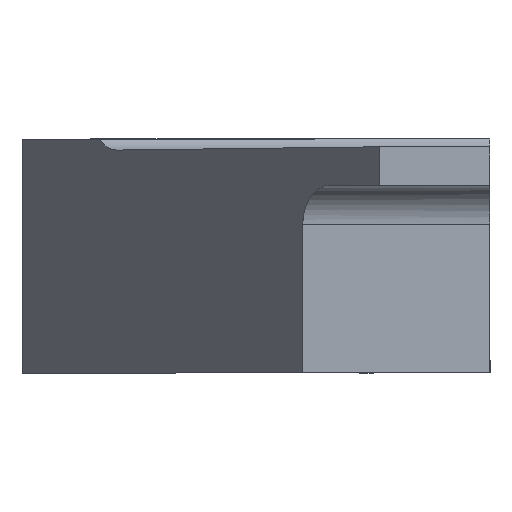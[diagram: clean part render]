
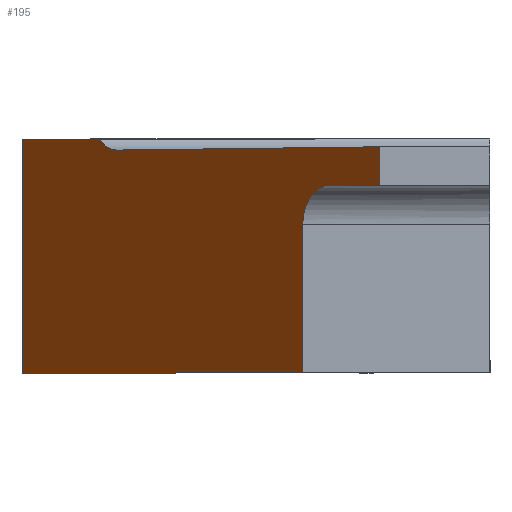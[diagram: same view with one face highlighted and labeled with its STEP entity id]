
A CAD part, left-side view. The second image highlights one B-rep face of the part: STEP entity #195.
In plain terms, the highlighted planar face has unit normal (-0.574, 0.819, 0).
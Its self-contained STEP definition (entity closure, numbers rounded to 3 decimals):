
#8 = EDGE_CURVE ( 'NONE', #92, #304, #741, .T. ) ;
#13 = ORIENTED_EDGE ( 'NONE', *, *, #410, .F. ) ;
#20 = CARTESIAN_POINT ( 'NONE',  ( 6.554, 6., 1.5 ) ) ;
#42 = CARTESIAN_POINT ( 'NONE',  ( 0., 1.411, 0.9 ) ) ;
#62 =( BOUNDED_CURVE ( )  B_SPLINE_CURVE ( 3, ( #495, #474, #500, #72 ),
 .UNSPECIFIED., .F., .T. ) 
 B_SPLINE_CURVE_WITH_KNOTS ( ( 4, 4 ),
 ( 4.704, 4.712 ),
 .UNSPECIFIED. ) 
 CURVE ( )  GEOMETRIC_REPRESENTATION_ITEM ( )  RATIONAL_B_SPLINE_CURVE ( ( 1., 1., 1., 1. ) ) 
 REPRESENTATION_ITEM ( '' )  );
#65 = CARTESIAN_POINT ( 'NONE',  ( 0., 1.411, -1.5 ) ) ;
#72 = CARTESIAN_POINT ( 'NONE',  ( 0.911, 2.049, 0.908 ) ) ;
#78 = DIRECTION ( 'NONE',  ( 0., 0., 1. ) ) ;
#85 = VERTEX_POINT ( 'NONE', #20 ) ;
#92 = VERTEX_POINT ( 'NONE', #42 ) ;
#93 = CARTESIAN_POINT ( 'NONE',  ( 1.411, 2.399, 0.408 ) ) ;
#100 = DIRECTION ( 'NONE',  ( 0., 0., 1. ) ) ;
#104 = ORIENTED_EDGE ( 'NONE', *, *, #181, .F. ) ;
#115 = CARTESIAN_POINT ( 'NONE',  ( 0., 1.411, -1.5 ) ) ;
#118 = ORIENTED_EDGE ( 'NONE', *, *, #138, .T. ) ;
#119 = VECTOR ( 'NONE', #323, 1000. ) ;
#125 = CARTESIAN_POINT ( 'NONE',  ( 0.911, 2.049, 0.908 ) ) ;
#127 = CARTESIAN_POINT ( 'NONE',  ( 1.411, 2.399, -1.5 ) ) ;
#130 = PLANE ( 'NONE',  #369 ) ;
#136 = VERTEX_POINT ( 'NONE', #93 ) ;
#138 = EDGE_CURVE ( 'NONE', #92, #346, #717, .T. ) ;
#139 = VECTOR ( 'NONE', #167, 1000. ) ;
#145 = VECTOR ( 'NONE', #217, 1000. ) ;
#147 = DIRECTION ( 'NONE',  ( 0., 0., -1. ) ) ;
#148 = DIRECTION ( 'NONE',  ( 0.574, -0.819, 0. ) ) ;
#151 = DIRECTION ( 'NONE',  ( 0.819, 0.574, 0. ) ) ;
#159 = LINE ( 'NONE', #518, #532 ) ;
#163 = VERTEX_POINT ( 'NONE', #125 ) ;
#167 = DIRECTION ( 'NONE',  ( 0.819, 0.574, 0.007 ) ) ;
#181 = EDGE_CURVE ( 'NONE', #136, #681, #386, .T. ) ;
#183 = CARTESIAN_POINT ( 'NONE',  ( 6.554, 6., -1.5 ) ) ;
#184 = ORIENTED_EDGE ( 'NONE', *, *, #600, .F. ) ;
#192 = CARTESIAN_POINT ( 'NONE',  ( 0.017, 1.423, 1.4 ) ) ;
#194 = CARTESIAN_POINT ( 'NONE',  ( 5.127, 5.001, 1.5 ) ) ;
#195 = ADVANCED_FACE ( 'NONE', ( #723 ), #130, .F. ) ;
#199 = ORIENTED_EDGE ( 'NONE', *, *, #8, .F. ) ;
#201 =( BOUNDED_CURVE ( )  B_SPLINE_CURVE ( 3, ( #629, #697, #701, #704 ),
 .UNSPECIFIED., .F., .F. ) 
 B_SPLINE_CURVE_WITH_KNOTS ( ( 4, 4 ),
 ( 4.712, 6.283 ),
 .UNSPECIFIED. ) 
 CURVE ( )  GEOMETRIC_REPRESENTATION_ITEM ( )  RATIONAL_B_SPLINE_CURVE ( ( 1., 0.805, 0.805, 1. ) ) 
 REPRESENTATION_ITEM ( '' )  );
#217 = DIRECTION ( 'NONE',  ( -0.819, -0.574, 0.007 ) ) ;
#230 = ORIENTED_EDGE ( 'NONE', *, *, #251, .F. ) ;
#236 = VERTEX_POINT ( 'NONE', #194 ) ;
#238 = LINE ( 'NONE', #183, #342 ) ;
#251 = EDGE_CURVE ( 'NONE', #562, #346, #512, .T. ) ;
#275 = CARTESIAN_POINT ( 'NONE',  ( 6.554, 6., -1.5 ) ) ;
#276 = CARTESIAN_POINT ( 'NONE',  ( 0.907, 2.046, 0.908 ) ) ;
#283 = EDGE_LOOP ( 'NONE', ( #514, #452, #392, #104, #184, #13, #199, #118, #230, #549 ) ) ;
#288 = CARTESIAN_POINT ( 'NONE',  ( 0., 1.411, -1.5 ) ) ;
#295 = VERTEX_POINT ( 'NONE', #275 ) ;
#304 = VERTEX_POINT ( 'NONE', #276 ) ;
#311 = EDGE_CURVE ( 'NONE', #295, #681, #568, .T. ) ;
#323 = DIRECTION ( 'NONE',  ( -0.819, -0.574, 0. ) ) ;
#342 = VECTOR ( 'NONE', #78, 1000. ) ;
#346 = VERTEX_POINT ( 'NONE', #387 ) ;
#362 = CARTESIAN_POINT ( 'NONE',  ( -0.014, 1.401, 0.9 ) ) ;
#369 = AXIS2_PLACEMENT_3D ( 'NONE', #115, #148, #151 ) ;
#386 = LINE ( 'NONE', #127, #486 ) ;
#387 = CARTESIAN_POINT ( 'NONE',  ( 0., 1.411, 1.4 ) ) ;
#392 = ORIENTED_EDGE ( 'NONE', *, *, #311, .T. ) ;
#410 = EDGE_CURVE ( 'NONE', #304, #163, #62, .T. ) ;
#434 = EDGE_CURVE ( 'NONE', #85, #236, #159, .T. ) ;
#452 = ORIENTED_EDGE ( 'NONE', *, *, #671, .F. ) ;
#455 = DIRECTION ( 'NONE',  ( -0.819, -0.574, 0. ) ) ;
#474 = CARTESIAN_POINT ( 'NONE',  ( 0.908, 2.047, 0.908 ) ) ;
#477 = EDGE_CURVE ( 'NONE', #236, #562, #576, .T. ) ;
#486 = VECTOR ( 'NONE', #147, 1000. ) ;
#495 = CARTESIAN_POINT ( 'NONE',  ( 0.907, 2.046, 0.908 ) ) ;
#500 = CARTESIAN_POINT ( 'NONE',  ( 0.91, 2.048, 0.908 ) ) ;
#512 = LINE ( 'NONE', #192, #145 ) ;
#514 = ORIENTED_EDGE ( 'NONE', *, *, #434, .F. ) ;
#518 = CARTESIAN_POINT ( 'NONE',  ( 0., 1.411, 1.5 ) ) ;
#532 = VECTOR ( 'NONE', #455, 1000. ) ;
#549 = ORIENTED_EDGE ( 'NONE', *, *, #477, .F. ) ;
#562 = VERTEX_POINT ( 'NONE', #661 ) ;
#568 = LINE ( 'NONE', #288, #119 ) ;
#576 =( BOUNDED_CURVE ( )  B_SPLINE_CURVE ( 3, ( #590, #582, #593, #597 ),
 .UNSPECIFIED., .F., .F. ) 
 B_SPLINE_CURVE_WITH_KNOTS ( ( 4, 4 ),
 ( 0.701, 1.58 ),
 .UNSPECIFIED. ) 
 CURVE ( )  GEOMETRIC_REPRESENTATION_ITEM ( )  RATIONAL_B_SPLINE_CURVE ( ( 1., 0.937, 0.937, 1. ) ) 
 REPRESENTATION_ITEM ( '' )  );
#582 = CARTESIAN_POINT ( 'NONE',  ( 5.049, 4.946, 1.407 ) ) ;
#585 = VECTOR ( 'NONE', #100, 1000. ) ;
#590 = CARTESIAN_POINT ( 'NONE',  ( 5.127, 5.001, 1.5 ) ) ;
#593 = CARTESIAN_POINT ( 'NONE',  ( 4.939, 4.869, 1.357 ) ) ;
#597 = CARTESIAN_POINT ( 'NONE',  ( 4.818, 4.784, 1.358 ) ) ;
#600 = EDGE_CURVE ( 'NONE', #163, #136, #201, .T. ) ;
#629 = CARTESIAN_POINT ( 'NONE',  ( 0.911, 2.049, 0.908 ) ) ;
#661 = CARTESIAN_POINT ( 'NONE',  ( 4.818, 4.784, 1.358 ) ) ;
#671 = EDGE_CURVE ( 'NONE', #295, #85, #238, .T. ) ;
#681 = VERTEX_POINT ( 'NONE', #744 ) ;
#697 = CARTESIAN_POINT ( 'NONE',  ( 1.204, 2.254, 0.908 ) ) ;
#701 = CARTESIAN_POINT ( 'NONE',  ( 1.411, 2.399, 0.701 ) ) ;
#704 = CARTESIAN_POINT ( 'NONE',  ( 1.411, 2.399, 0.408 ) ) ;
#717 = LINE ( 'NONE', #65, #585 ) ;
#723 = FACE_OUTER_BOUND ( 'NONE', #283, .T. ) ;
#741 = LINE ( 'NONE', #362, #139 ) ;
#744 = CARTESIAN_POINT ( 'NONE',  ( 1.411, 2.399, -1.5 ) ) ;
